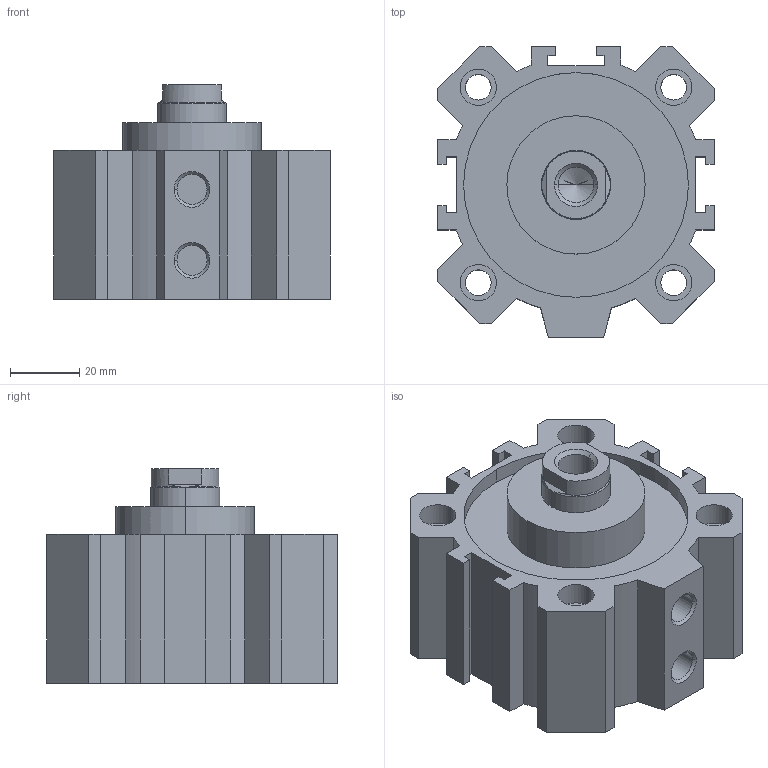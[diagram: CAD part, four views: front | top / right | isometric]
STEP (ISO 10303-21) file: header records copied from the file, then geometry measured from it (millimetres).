
FILE_DESCRIPTION((''),'2;1');
FILE_NAME('1513_63_0005.stp','2004-01-07T16:35:24',('medicfa1'),(''),'Autodesk Inventor 8','Autodesk Inventor 8','');
FILE_SCHEMA(('AUTOMOTIVE_DESIGN { 1 0 10303 214 1 1 1 1 }'));
Length unit declared in the file: millimetre
Products named in the file (3): 1513_63_0005; C_1513_63_0005; S_1503_63_0005
Assembly tree (2 placements, depth 2):
  1513_63_0005
    C_1513_63_0005
    S_1503_63_0005
Bounding box: 80 x 84 x 62 mm (x, y, z)
Volume: 216183 mm3; surface area: 44574.1 mm2
Topology: 2 solids, 2 shells, 141 faces, 357 edges, 234 vertices
Faces by surface type: plane 69, bspline 34, cylinder 32, cone 6
Entity records: 4655 total; most frequent: CARTESIAN_POINT 1173, ORIENTED_EDGE 710, DIRECTION 698, EDGE_CURVE 355, VECTOR 236, LINE 236, VERTEX_POINT 234, AXIS2_PLACEMENT_3D 231
